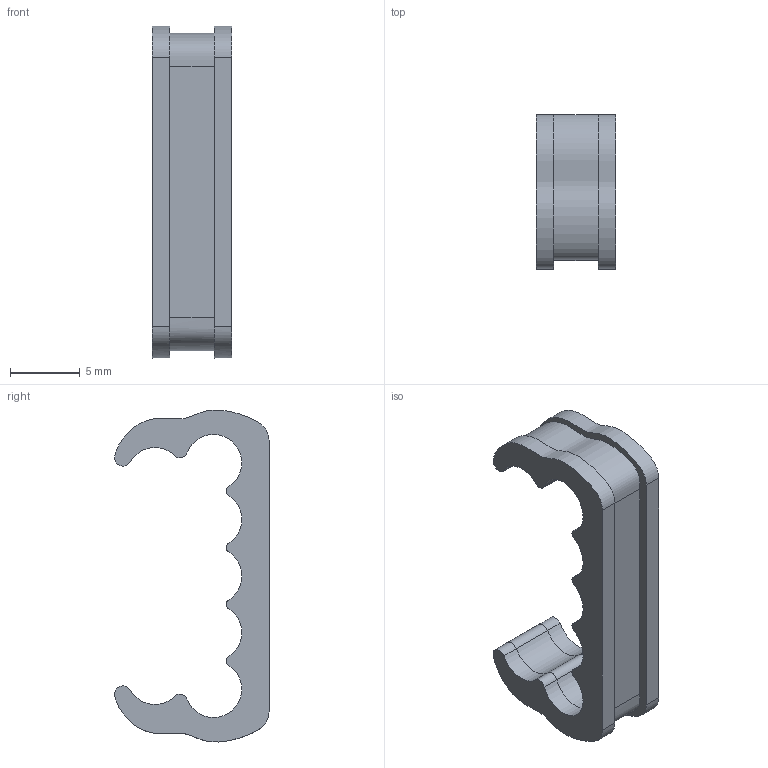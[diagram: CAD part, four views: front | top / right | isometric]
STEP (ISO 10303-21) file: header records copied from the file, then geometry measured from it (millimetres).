
FILE_DESCRIPTION(/* description */ (''),/* implementation_level */ '2;1');
FILE_NAME(/* name */ '5 wire (ziptie) v3.step',/* time_stamp */ '2020-07-04T18:36:22-07:00',/* author */ (''),/* organization */ (''),/* preprocessor_version */ 'ST-DEVELOPER v18.1',/* originating_system */ 'Autodesk Translation Framework v9.3.0.1241',/* authorisation */ '');
FILE_SCHEMA (('AUTOMOTIVE_DESIGN { 1 0 10303 214 3 1 1 }'));
Length unit declared in the file: inch
Products named in the file (4): 5 wire (ziptie); 5 wire (ht); Component1; Component2
Assembly tree (4 placements, depth 3):
  5 wire (ziptie)
    Component2  x2
    5 wire (ht)
      Component1
Bounding box: 5.71 x 11.1 x 23.84 mm (x, y, z)
Volume: 432 mm3; surface area: 991.4 mm2
Topology: 3 solids, 3 shells, 60 faces, 162 edges, 108 vertices
Faces by surface type: cylinder 45, plane 9, bspline 6
Entity records: 1835 total; most frequent: CARTESIAN_POINT 696, DIRECTION 248, ORIENTED_EDGE 216, EDGE_CURVE 108, AXIS2_PLACEMENT_3D 104, VERTEX_POINT 72, CIRCLE 60, FACE_OUTER_BOUND 40
